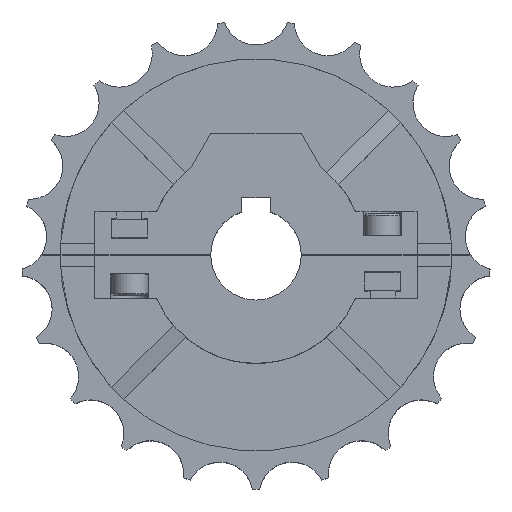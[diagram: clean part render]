
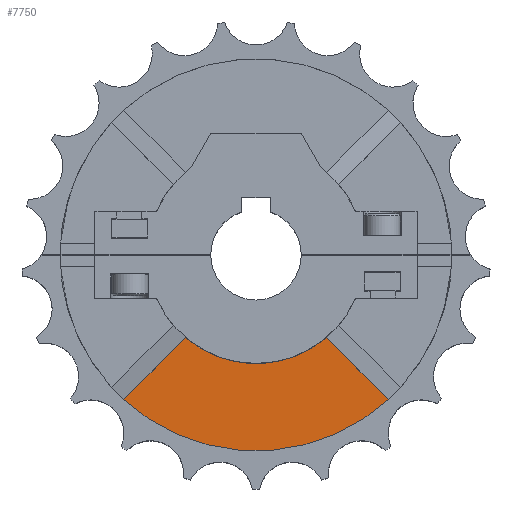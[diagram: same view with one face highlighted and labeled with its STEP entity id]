
A CAD part, top view. The second image highlights one B-rep face of the part: STEP entity #7750.
In plain terms, the highlighted planar face has unit normal (0, 0, 1).
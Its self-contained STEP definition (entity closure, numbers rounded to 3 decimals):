
#105 = LINE ( 'NONE', #4210, #6610 ) ;
#348 = VERTEX_POINT ( 'NONE', #6246 ) ;
#739 = DIRECTION ( 'NONE',  ( -0.707, -0.707, 0. ) ) ;
#892 = FACE_OUTER_BOUND ( 'NONE', #5944, .T. ) ;
#1076 = EDGE_CURVE ( 'NONE', #348, #2387, #6600, .T. ) ;
#1272 = EDGE_CURVE ( 'NONE', #2387, #4365, #105, .T. ) ;
#2221 = CARTESIAN_POINT ( 'NONE',  ( 36.574, -39.932, 5. ) ) ;
#2387 = VERTEX_POINT ( 'NONE', #8054 ) ;
#2909 = CARTESIAN_POINT ( 'NONE',  ( 0., 0., 5. ) ) ;
#2988 = EDGE_CURVE ( 'NONE', #4365, #8811, #6608, .T. ) ;
#3329 = ORIENTED_EDGE ( 'NONE', *, *, #1076, .T. ) ;
#3441 = AXIS2_PLACEMENT_3D ( 'NONE', #2909, #5669, #7740 ) ;
#3461 = ORIENTED_EDGE ( 'NONE', *, *, #5323, .T. ) ;
#3537 = LINE ( 'NONE', #7597, #7946 ) ;
#3623 = CARTESIAN_POINT ( 'NONE',  ( 0., 0., 5. ) ) ;
#3631 = DIRECTION ( 'NONE',  ( 0., 0., 1. ) ) ;
#4210 = CARTESIAN_POINT ( 'NONE',  ( 1.679, -1.679, 5. ) ) ;
#4358 = PLANE ( 'NONE',  #8731 ) ;
#4365 = VERTEX_POINT ( 'NONE', #8660 ) ;
#4393 = DIRECTION ( 'NONE',  ( 0., 0., -1. ) ) ;
#4606 = ORIENTED_EDGE ( 'NONE', *, *, #2988, .T. ) ;
#5323 = EDGE_CURVE ( 'NONE', #8811, #348, #3537, .T. ) ;
#5612 = DIRECTION ( 'NONE',  ( -0.707, 0.707, 0. ) ) ;
#5669 = DIRECTION ( 'NONE',  ( 0., 0., 1. ) ) ;
#5750 = DIRECTION ( 'NONE',  ( 1., 0., 0. ) ) ;
#5944 = EDGE_LOOP ( 'NONE', ( #3329, #8857, #4606, #3461 ) ) ;
#6246 = CARTESIAN_POINT ( 'NONE',  ( 19.467, -22.826, 5. ) ) ;
#6420 = DIRECTION ( 'NONE',  ( 1., 0., 0. ) ) ;
#6600 = CIRCLE ( 'NONE', #7612, 30. ) ;
#6608 = CIRCLE ( 'NONE', #3441, 54.15 ) ;
#6610 = VECTOR ( 'NONE', #739, 1000. ) ;
#7104 = CARTESIAN_POINT ( 'NONE',  ( 0., 0., 5. ) ) ;
#7597 = CARTESIAN_POINT ( 'NONE',  ( -1.679, -1.679, 5. ) ) ;
#7612 = AXIS2_PLACEMENT_3D ( 'NONE', #3623, #4393, #6420 ) ;
#7740 = DIRECTION ( 'NONE',  ( 1., 0., 0. ) ) ;
#7750 = ADVANCED_FACE ( 'NONE', ( #892 ), #4358, .T. ) ;
#7946 = VECTOR ( 'NONE', #5612, 1000. ) ;
#8054 = CARTESIAN_POINT ( 'NONE',  ( -19.467, -22.826, 5. ) ) ;
#8660 = CARTESIAN_POINT ( 'NONE',  ( -36.574, -39.932, 5. ) ) ;
#8731 = AXIS2_PLACEMENT_3D ( 'NONE', #7104, #3631, #5750 ) ;
#8811 = VERTEX_POINT ( 'NONE', #2221 ) ;
#8857 = ORIENTED_EDGE ( 'NONE', *, *, #1272, .T. ) ;
